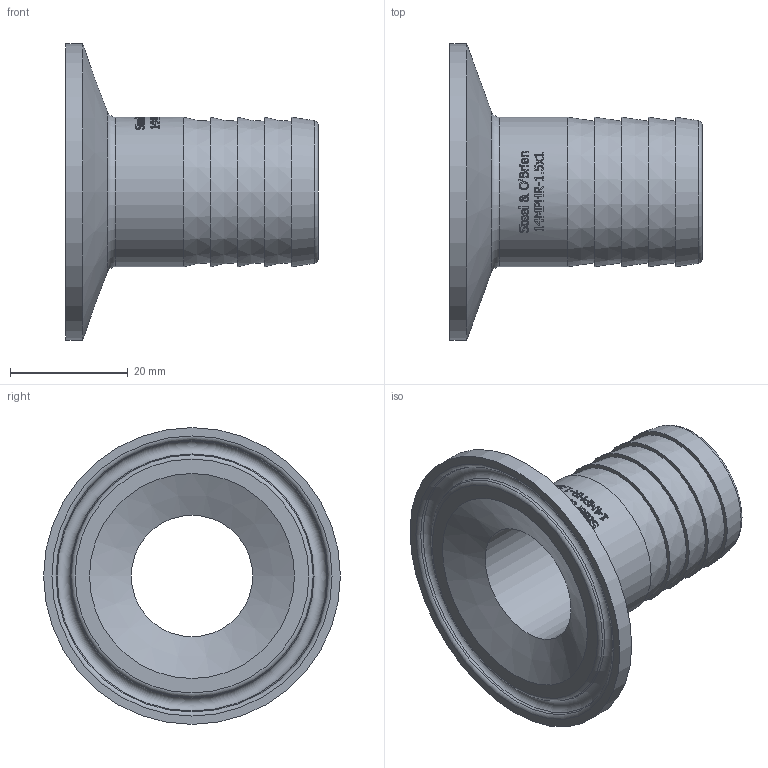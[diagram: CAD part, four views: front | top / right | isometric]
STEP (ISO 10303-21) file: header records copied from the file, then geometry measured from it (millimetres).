
FILE_DESCRIPTION(/* description */ (''),/* implementation_level */ '2;1');
FILE_NAME(/* name */ '14MPHR-1.5X1.stp',/* time_stamp */ '2021-11-16T10:50:32-05:00',/* author */ ('rick'),/* organization */ (''),/* preprocessor_version */ 'ST-DEVELOPER v18.1',/* originating_system */ 'Autodesk Inventor 2020',/* authorisation */ '');
FILE_SCHEMA (('AUTOMOTIVE_DESIGN { 1 0 10303 214 3 1 1 }'));
Length unit declared in the file: inch
Products named in the file (1): 14MPHR-1.5X1
Bounding box: 42.85 x 50.39 x 50.39 mm (x, y, z)
Volume: 12676.7 mm3; surface area: 9640.7 mm2
Topology: 1 solids, 1 shells, 406 faces, 1107 edges, 745 vertices
Faces by surface type: plane 202, bspline 150, cylinder 40, cone 9, torus 5
Full cylindrical faces by diameter (mm): 20.625 x1, 25.4 x1, 50.394 x1
Entity records: 16200 total; most frequent: CARTESIAN_POINT 6558, ORIENTED_EDGE 2214, DIRECTION 1611, EDGE_CURVE 1107, VERTEX_POINT 745, AXIS2_PLACEMENT_3D 547, LINE 517, VECTOR 517
